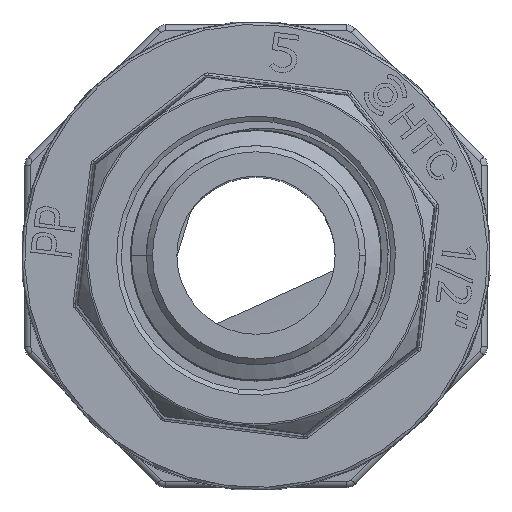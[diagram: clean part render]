
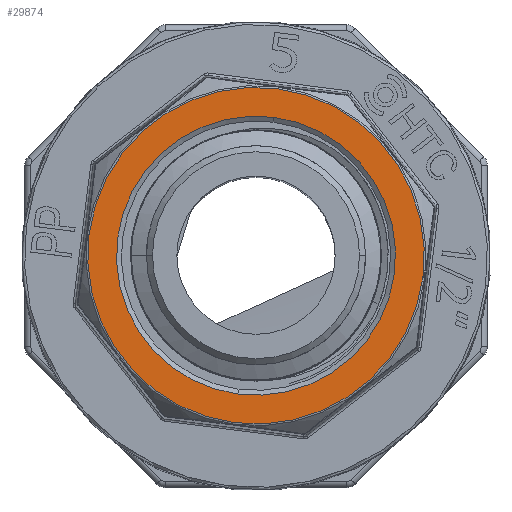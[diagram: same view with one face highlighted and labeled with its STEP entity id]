
A CAD part, top view. The second image highlights one B-rep face of the part: STEP entity #29874.
In plain terms, the highlighted planar face has unit normal (0, 0, 1).
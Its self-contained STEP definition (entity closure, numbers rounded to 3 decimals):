
#59 = EDGE_CURVE ( 'NONE', #22516, #7758, #25131, .T. ) ;
#174 = CIRCLE ( 'NONE', #3607, 11.46 ) ;
#1045 = DIRECTION ( 'NONE',  ( -1., 0., 0. ) ) ;
#1911 = EDGE_LOOP ( 'NONE', ( #14247, #15021 ) ) ;
#2543 = EDGE_LOOP ( 'NONE', ( #5145, #9205 ) ) ;
#2861 = DIRECTION ( 'NONE',  ( 0., 0., -1. ) ) ;
#3148 = CARTESIAN_POINT ( 'NONE',  ( 32., 20.54, 14.21 ) ) ;
#3372 = DIRECTION ( 'NONE',  ( 0., -1., 0. ) ) ;
#3607 = AXIS2_PLACEMENT_3D ( 'NONE', #7039, #2861, #21215 ) ;
#3720 = CIRCLE ( 'NONE', #10150, 11.46 ) ;
#4257 = DIRECTION ( 'NONE',  ( 0., 0., -1. ) ) ;
#5145 = ORIENTED_EDGE ( 'NONE', *, *, #59, .T. ) ;
#5319 = DIRECTION ( 'NONE',  ( 0., 0., 1. ) ) ;
#5623 = CARTESIAN_POINT ( 'NONE',  ( 45.825, 32., 14.21 ) ) ;
#5988 = FACE_OUTER_BOUND ( 'NONE', #2543, .T. ) ;
#6341 = EDGE_CURVE ( 'NONE', #7758, #22516, #18703, .T. ) ;
#7039 = CARTESIAN_POINT ( 'NONE',  ( 32., 32., 14.21 ) ) ;
#7758 = VERTEX_POINT ( 'NONE', #5623 ) ;
#9205 = ORIENTED_EDGE ( 'NONE', *, *, #6341, .T. ) ;
#9389 = AXIS2_PLACEMENT_3D ( 'NONE', #16678, #26055, #1045 ) ;
#9495 = DIRECTION ( 'NONE',  ( -1., 0., 0. ) ) ;
#10150 = AXIS2_PLACEMENT_3D ( 'NONE', #22743, #4257, #11049 ) ;
#11049 = DIRECTION ( 'NONE',  ( 0., -1., 0. ) ) ;
#12940 = CARTESIAN_POINT ( 'NONE',  ( -147.523, 391.837, 14.21 ) ) ;
#13481 = EDGE_CURVE ( 'NONE', #22889, #23112, #3720, .T. ) ;
#14138 = CARTESIAN_POINT ( 'NONE',  ( 32., 32., 14.21 ) ) ;
#14247 = ORIENTED_EDGE ( 'NONE', *, *, #15740, .T. ) ;
#15021 = ORIENTED_EDGE ( 'NONE', *, *, #13481, .T. ) ;
#15400 = DIRECTION ( 'NONE',  ( 0., 0., -1. ) ) ;
#15562 = PLANE ( 'NONE',  #26682 ) ;
#15740 = EDGE_CURVE ( 'NONE', #23112, #22889, #174, .T. ) ;
#16678 = CARTESIAN_POINT ( 'NONE',  ( 32., 32., 14.21 ) ) ;
#18703 = CIRCLE ( 'NONE', #22632, 13.825 ) ;
#21168 = CARTESIAN_POINT ( 'NONE',  ( 32., 43.46, 14.21 ) ) ;
#21215 = DIRECTION ( 'NONE',  ( 0., -1., 0. ) ) ;
#22516 = VERTEX_POINT ( 'NONE', #27671 ) ;
#22632 = AXIS2_PLACEMENT_3D ( 'NONE', #14138, #5319, #9495 ) ;
#22743 = CARTESIAN_POINT ( 'NONE',  ( 32., 32., 14.21 ) ) ;
#22889 = VERTEX_POINT ( 'NONE', #3148 ) ;
#23112 = VERTEX_POINT ( 'NONE', #21168 ) ;
#24782 = FACE_BOUND ( 'NONE', #1911, .T. ) ;
#25131 = CIRCLE ( 'NONE', #9389, 13.825 ) ;
#26055 = DIRECTION ( 'NONE',  ( 0., 0., 1. ) ) ;
#26682 = AXIS2_PLACEMENT_3D ( 'NONE', #12940, #15400, #3372 ) ;
#27671 = CARTESIAN_POINT ( 'NONE',  ( 18.175, 32., 14.21 ) ) ;
#29874 = ADVANCED_FACE ( 'NONE', ( #24782, #5988 ), #15562, .F. ) ;
